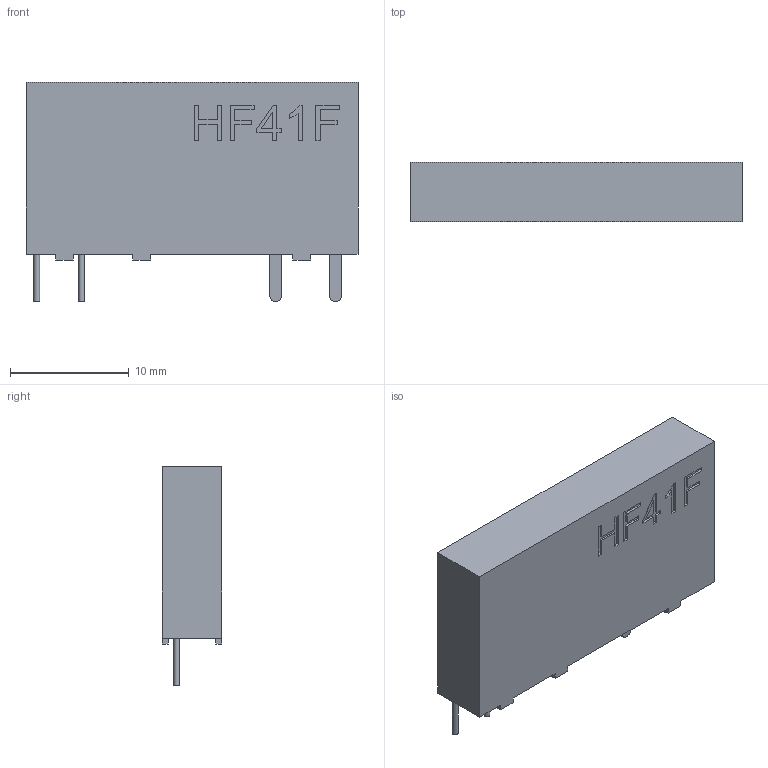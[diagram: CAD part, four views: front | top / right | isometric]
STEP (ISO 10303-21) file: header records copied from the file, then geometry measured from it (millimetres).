
FILE_DESCRIPTION(/* description */ (''),/* implementation_level */ '2;1');
FILE_NAME(/* name */ 'Hongfa_HF41F.step',/* time_stamp */ '2024-03-25T22:31:49+03:00',/* author */ (''),/* organization */ (''),/* preprocessor_version */ 'ST-DEVELOPER v20',/* originating_system */ 'Autodesk Translation Framework v12.20.1.177',/* authorisation */ '');
FILE_SCHEMA (('AUTOMOTIVE_DESIGN { 1 0 10303 214 3 1 1 }'));
Length unit declared in the file: millimetre
Products named in the file (1): Hongfa_HF41F
Bounding box: 28 x 5 x 18.5 mm (x, y, z)
Volume: 2035.5 mm3; surface area: 1300.1 mm2
Topology: 5 solids, 5 shells, 109 faces, 279 edges, 186 vertices
Faces by surface type: plane 101, bspline 4, cylinder 4
Full cylindrical faces by diameter (mm): 0.5 x2
Entity records: 3329 total; most frequent: CARTESIAN_POINT 643, ORIENTED_EDGE 558, DIRECTION 491, EDGE_CURVE 279, LINE 263, VECTOR 263, VERTEX_POINT 186, EDGE_LOOP 115
